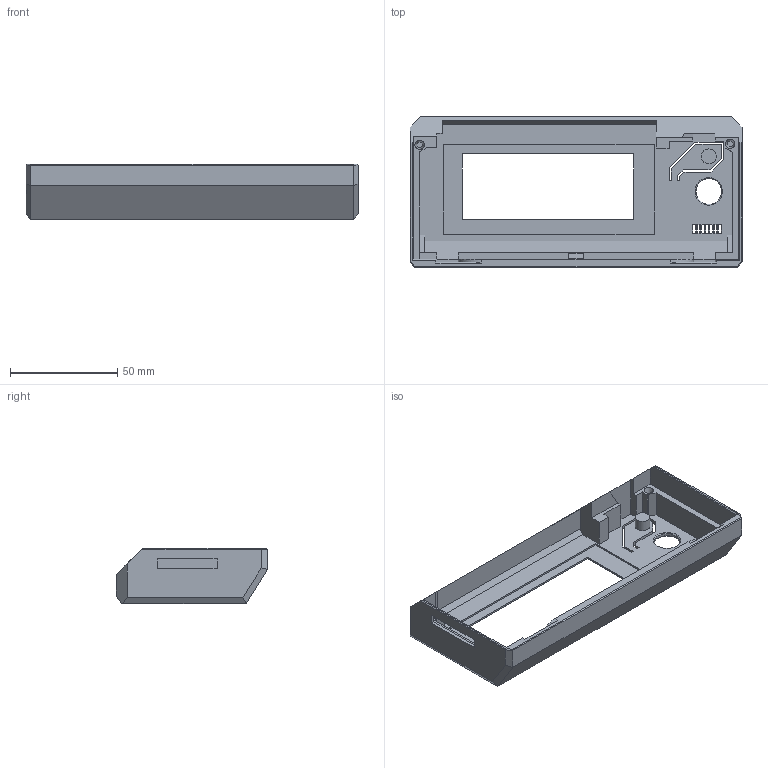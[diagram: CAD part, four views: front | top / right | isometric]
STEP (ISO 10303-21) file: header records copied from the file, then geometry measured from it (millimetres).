
FILE_DESCRIPTION(/* description */ ('FreeCAD Model'),/* implementation_level */ '2;1');
FILE_NAME(/* name */ '[mmu]_lcd_cover_prusawire.step',/* time_stamp */ '2025-07-28T12:39:23+02:00',/* author */ (''),/* organization */ (''),/* preprocessor_version */ 'ST-DEVELOPER v20.1',/* originating_system */ 'Autodesk Translation Framework v14.10.0.0',/* authorisation */ '');
FILE_SCHEMA (('AUTOMOTIVE_DESIGN { 1 0 10303 214 3 1 1 }'));
Length unit declared in the file: millimetre
Products named in the file (1): difference005
Bounding box: 155 x 70.6 x 26 mm (x, y, z)
Volume: 44734 mm3; surface area: 35130.9 mm2
Topology: 12 solids, 12 shells, 712 faces, 1835 edges, 1164 vertices
Faces by surface type: plane 546, bspline 150, cylinder 10, cone 6
Full cylindrical faces by diameter (mm): 2.8 x2, 7 x1, 12 x1
Entity records: 23757 total; most frequent: CARTESIAN_POINT 7461, ORIENTED_EDGE 3670, DIRECTION 2675, EDGE_CURVE 1835, LINE 1491, VECTOR 1491, VERTEX_POINT 1164, EDGE_LOOP 763
